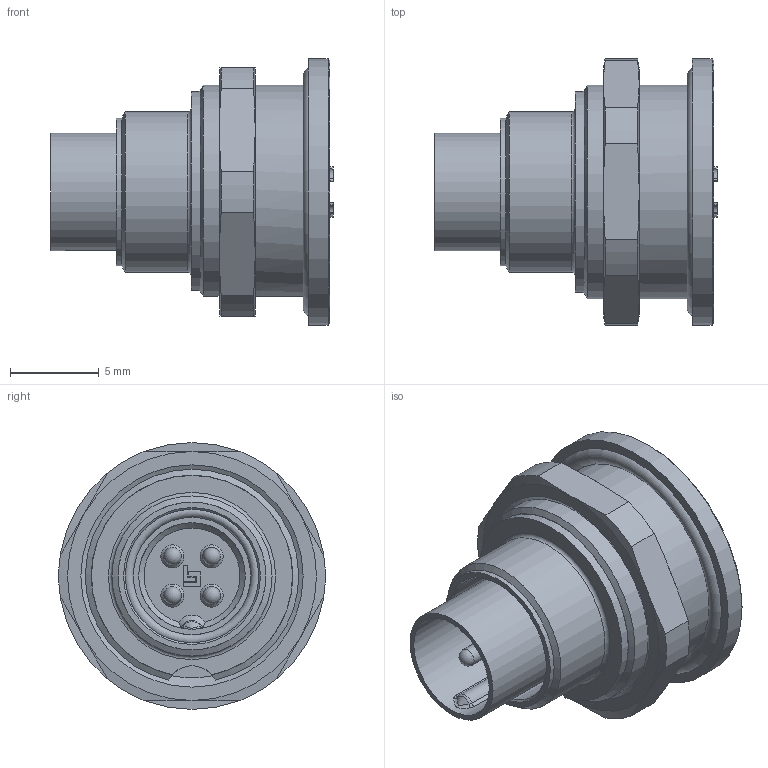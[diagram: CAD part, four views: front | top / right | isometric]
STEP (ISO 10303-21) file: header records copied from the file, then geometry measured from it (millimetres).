
FILE_DESCRIPTION(/* description */ (''),/* implementation_level */ '2;1');
FILE_NAME(/* name */ '09-0411-80-04_bg.stp',/* time_stamp */ '2010-09-03T10:52:17+02:00',/* author */ (''),/* organization */ (''),/* preprocessor_version */ 'ST-DEVELOPER v11',/* originating_system */ 'UGS - NX 5.0',/* authorisation */ '');
FILE_SCHEMA (('CONFIG_CONTROL_DESIGN'));
Length unit declared in the file: millimetre
Products named in the file (1): kbor99295saj
Bounding box: 15.9 x 15 x 15 mm (x, y, z)
Volume: 988.7 mm3; surface area: 1569.3 mm2
Topology: 1 solids, 1 shells, 137 faces, 355 edges, 225 vertices
Faces by surface type: cylinder 46, plane 42, cone 34, sphere 6, bspline 5, torus 4
Full cylindrical faces by diameter (mm): 0.7 x4, 1 x8, 6 x1, 6.6 x1, 7.5 x1, 8.315 x1, 9 x1, 9.65 x1, 12 x1, 15 x1
Entity records: 4067 total; most frequent: CARTESIAN_POINT 1156, DIRECTION 590, ORIENTED_EDGE 520, EDGE_CURVE 260, AXIS2_PLACEMENT_3D 251, EDGE_LOOP 195, VERTEX_POINT 185, ADVANCED_FACE 137
